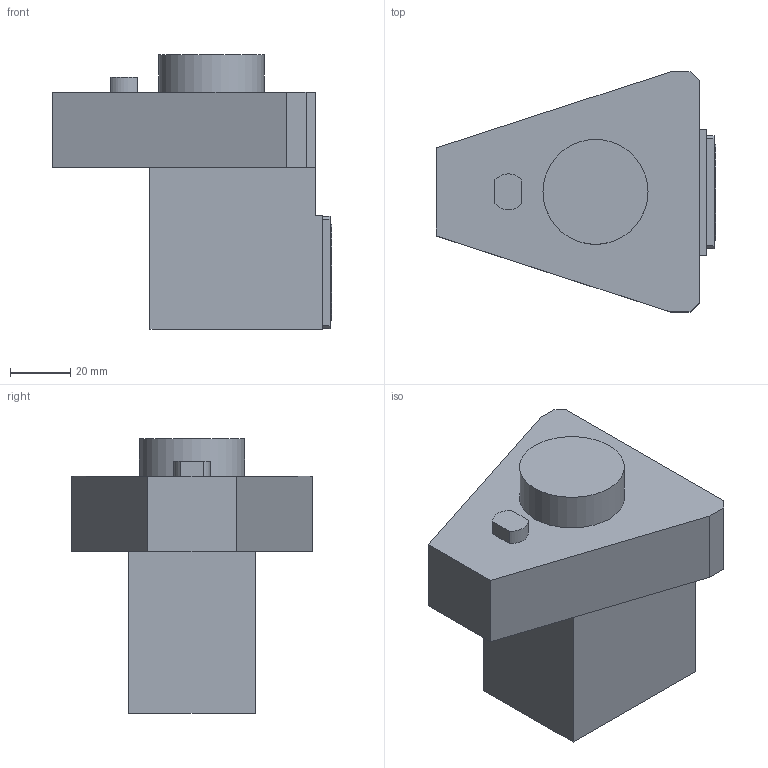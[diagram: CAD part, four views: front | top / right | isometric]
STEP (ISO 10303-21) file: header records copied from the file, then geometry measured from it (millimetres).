
FILE_DESCRIPTION(/* description */ (''),/* implementation_level */ '2;1');
FILE_NAME(/* name */ '1528969433123.stp',/* time_stamp */ '2018-06-14T11:43:58+02:00',/* author */ (''),/* organization */ ('SMS'),/* preprocessor_version */ 'ST-DEVELOPER v15',/* originating_system */ 'SIEMENS PLM Software NX 8.5',/* authorisation */ '');
FILE_SCHEMA (('AUTOMOTIVE_DESIGN { 1 0 10303 214 3 1 1 1 }'));
Length unit declared in the file: millimetre
Products named in the file (1): 200834750mod000_01
Bounding box: 93 x 80 x 91.5 mm (x, y, z)
Volume: 263966.9 mm3; surface area: 31372.3 mm2
Topology: 1 solids, 1 shells, 40 faces, 101 edges, 70 vertices
Faces by surface type: plane 33, cylinder 6, bspline 1
Full cylindrical faces by diameter (mm): 2 x1, 25.2 x1, 32 x1, 35 x1
Entity records: 1396 total; most frequent: CARTESIAN_POINT 419, ORIENTED_EDGE 186, DIRECTION 182, EDGE_CURVE 93, LINE 74, VECTOR 74, VERTEX_POINT 67, AXIS2_PLACEMENT_3D 54
